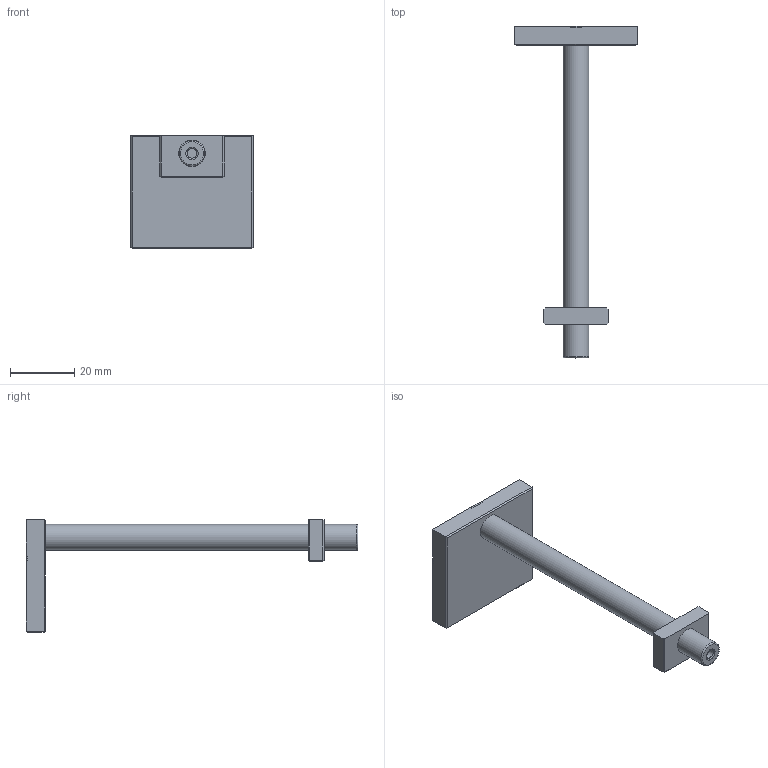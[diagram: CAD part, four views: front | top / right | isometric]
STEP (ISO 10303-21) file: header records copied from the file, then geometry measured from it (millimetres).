
FILE_DESCRIPTION(/* description */ (''),/* implementation_level */ '2;1');
FILE_NAME(/* name */ 'wetterhaus-3D-Druck v1.step',/* time_stamp */ '2025-04-03T14:17:01+02:00',/* author */ (''),/* organization */ (''),/* preprocessor_version */ 'ST-DEVELOPER v20.1',/* originating_system */ 'Autodesk Translation Framework v14.4.0.0',/* authorisation */ '');
FILE_SCHEMA (('AUTOMOTIVE_DESIGN { 1 0 10303 214 3 1 1 }'));
Length unit declared in the file: millimetre
Products named in the file (1): wetterhaus-3D-Druck
Bounding box: 38 x 103 x 35 mm (x, y, z)
Volume: 13071.6 mm3; surface area: 7332.3 mm2
Topology: 3 solids, 3 shells, 79 faces, 171 edges, 104 vertices
Faces by surface type: plane 55, cylinder 17, torus 7
Full cylindrical faces by diameter (mm): 3 x1, 4.2 x2, 5 x1, 8 x1, 8.2 x2, 9.5 x1, 10 x1
Entity records: 2178 total; most frequent: DIRECTION 391, CARTESIAN_POINT 358, ORIENTED_EDGE 348, EDGE_CURVE 174, AXIS2_PLACEMENT_3D 137, LINE 117, VECTOR 117, VERTEX_POINT 104
